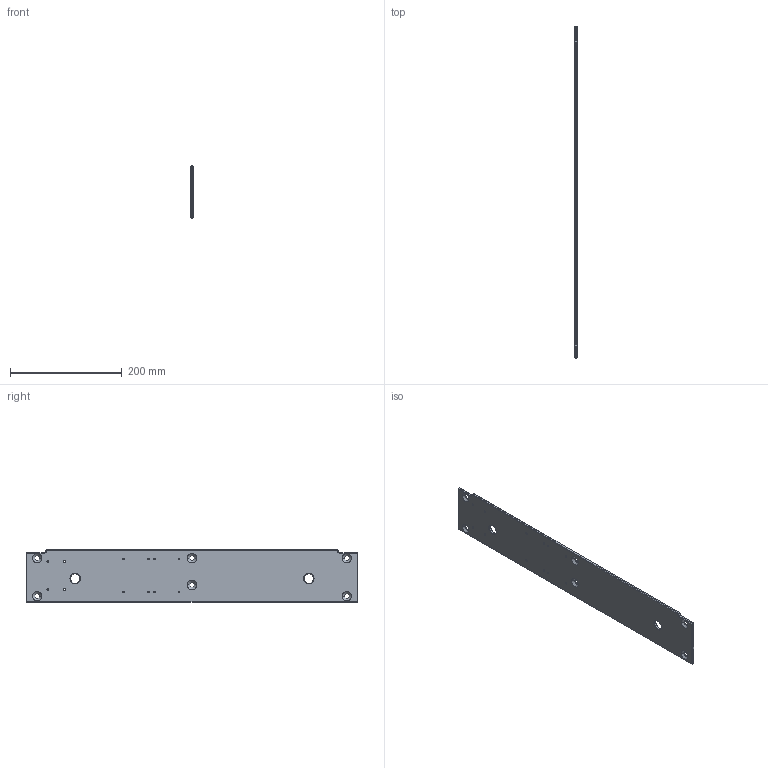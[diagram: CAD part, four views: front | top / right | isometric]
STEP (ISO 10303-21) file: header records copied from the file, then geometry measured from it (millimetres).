
FILE_DESCRIPTION((''),'2;1');
FILE_NAME('DS_ISO_PLATTEN-15699','2026-01-16T10:34:38',('HP'),(''),'CREO PARAMETRIC BY PTC INC, 2020354','CREO PARAMETRIC BY PTC INC, 2020354','');
FILE_SCHEMA(('AP203_CONFIGURATION_CONTROLLED_3D_DESIGN_OF_MECHANICAL_PARTS_AND_ASSEMBLIES_MIM_LF { 1 0 10303 403 2 1 2 }'));
Length unit declared in the file: millimetre
Products named in the file (1): DS_ISO_PLATTEN-15699
Bounding box: 5 x 594 x 93.9 mm (x, y, z)
Volume: 269256.2 mm3; surface area: 115835.5 mm2
Topology: 1 solids, 1 shells, 110 faces, 276 edges, 168 vertices
Faces by surface type: plane 44, cylinder 42, cone 24
Entity records: 5129 total; most frequent: DIRECTION 622, CARTESIAN_POINT 557, ORIENTED_EDGE 552, PRESENTATION_STYLE_ASSIGNMENT 387, STYLED_ITEM 277, CURVE_STYLE 276, EDGE_CURVE 276, AXIS2_PLACEMENT_3D 235
